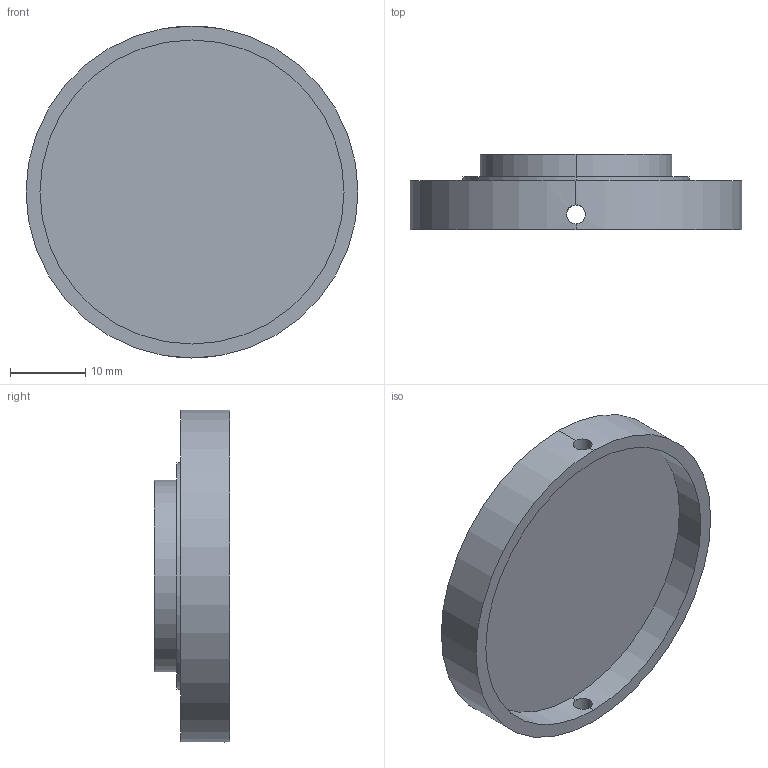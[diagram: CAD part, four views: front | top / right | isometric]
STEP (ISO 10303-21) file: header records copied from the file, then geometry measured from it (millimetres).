
FILE_DESCRIPTION (( 'STEP AP203' ), '1' );
FILE_NAME ('7_SM1-40_adp.STEP', '2021-11-03T13:08:11', ( '' ), ( '' ), 'SwSTEP 2.0', 'SolidWorks 2020', '' );
FILE_SCHEMA (( 'CONFIG_CONTROL_DESIGN' ));
Length unit declared in the file: millimetre
Products named in the file (1): 7_SM1-40_adp
Bounding box: 44 x 10 x 44 mm (x, y, z)
Volume: 6636.6 mm3; surface area: 4741.9 mm2
Topology: 1 solids, 1 shells, 17 faces, 48 edges, 32 vertices
Faces by surface type: cylinder 12, plane 5
Entity records: 771 total; most frequent: CARTESIAN_POINT 258, ORIENTED_EDGE 96, DIRECTION 84, EDGE_CURVE 48, AXIS2_PLACEMENT_3D 34, VERTEX_POINT 32, EDGE_LOOP 20, ADVANCED_FACE 17
